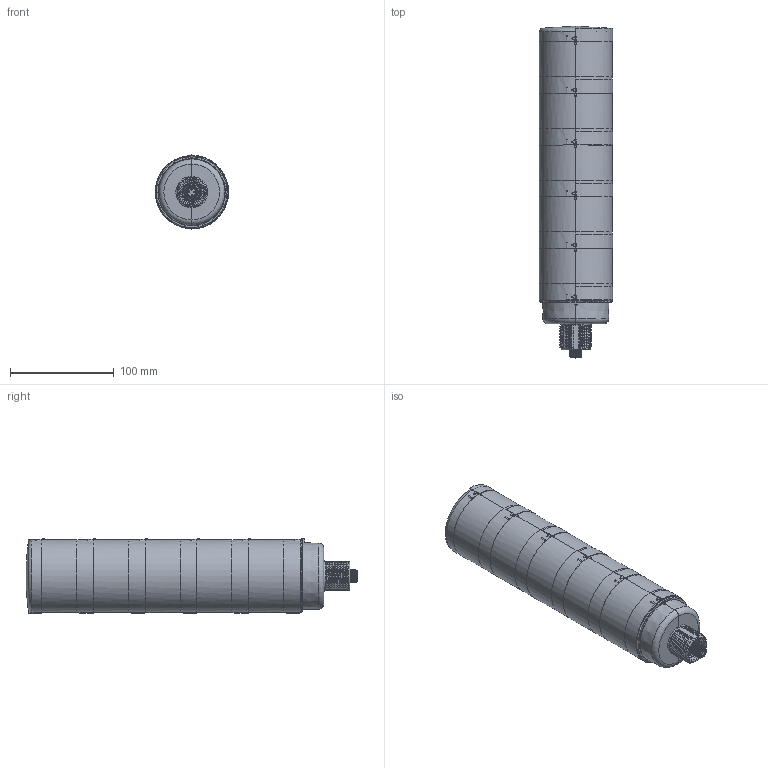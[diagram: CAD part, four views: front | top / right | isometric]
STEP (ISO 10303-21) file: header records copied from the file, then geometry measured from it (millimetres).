
FILE_DESCRIPTION((''),'2;1');
FILE_NAME('181455_ASM','2014-08-08T',('pdmadmin'),(''),'PRO/ENGINEER BY PARAMETRIC TECHNOLOGY CORPORATION, 2013230','PRO/ENGINEER BY PARAMETRIC TECHNOLOGY CORPORATION, 2013230','');
FILE_SCHEMA(('CONFIG_CONTROL_DESIGN'));
Length unit declared in the file: millimetre
Products named in the file (7): 180077; 180482; 08427; 179879; 179880; 180091; 181455_ASM
Assembly tree (14 placements, depth 2):
  181455_ASM
    180077
    180482
    08427
    179879  x5
    179880  x5
    180091
Bounding box: 70.5 x 319.3 x 71.25 mm (x, y, z)
Volume: 292823.9 mm3; surface area: 213581.8 mm2
Topology: 14 solids, 20 shells, 3672 faces, 8765 edges, 5155 vertices
Faces by surface type: bspline 1198, cylinder 967, plane 613, torus 395, cone 296, sphere 203
Entity records: 80020 total; most frequent: CARTESIAN_POINT 52548, ORIENTED_EDGE 6226, DIRECTION 5015, EDGE_CURVE 3117, AXIS2_PLACEMENT_3D 2113, VERTEX_POINT 1859, EDGE_LOOP 1376, FACE_OUTER_BOUND 1308
